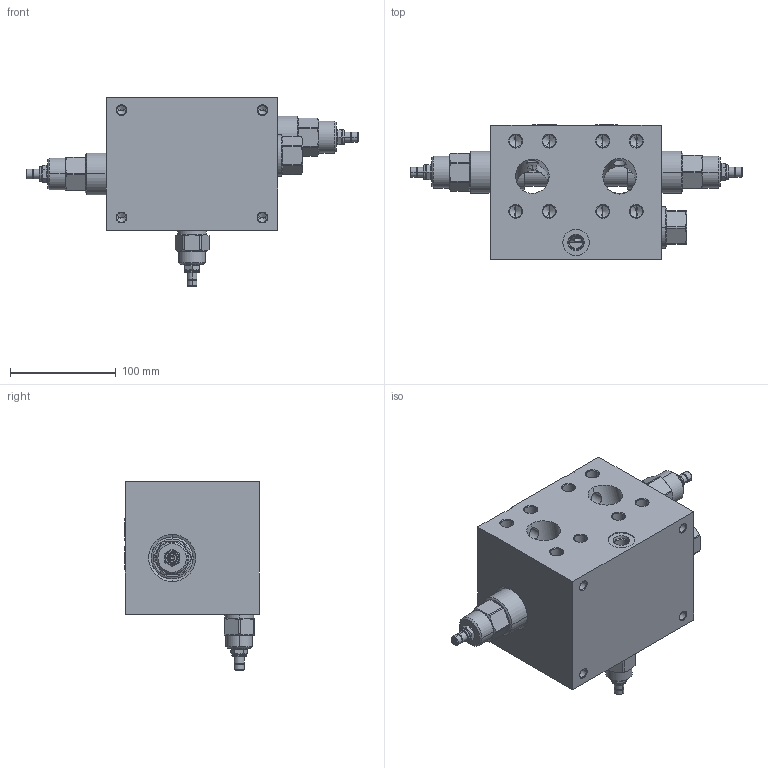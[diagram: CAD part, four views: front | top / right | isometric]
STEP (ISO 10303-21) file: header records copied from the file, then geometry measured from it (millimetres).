
FILE_DESCRIPTION((''),'2;1');
FILE_NAME('XRHBLANA5_ASM','2024-09-11T',('ProEService'),(''),'PRO/ENGINEER BY PARAMETRIC TECHNOLOGY CORPORATION, 2014200','PRO/ENGINEER BY PARAMETRIC TECHNOLOGY CORPORATION, 2014200','');
FILE_SCHEMA(('CONFIG_CONTROL_DESIGN'));
Length unit declared in the file: inch
Products named in the file (6): 152-349-001; RPGCLNN; RDHALAN; A330-006-008; DSGHXHN; XRHBLANA5_ASM
Assembly tree (7 placements, depth 2):
  XRHBLANA5_ASM
    152-349-001
    RPGCLNN
    RDHALAN  x2
    A330-006-008  x2
    DSGHXHN
Bounding box: 314.27 x 127.56 x 178.61 mm (x, y, z)
Volume: 2289880.4 mm3; surface area: 299346.6 mm2
Topology: 15 solids, 18 shells, 1413 faces, 3780 edges, 2721 vertices
Faces by surface type: cylinder 543, cone 353, plane 308, torus 175, revolution 30, sphere 4
Entity records: 43004 total; most frequent: CARTESIAN_POINT 13205, DIRECTION 6651, ORIENTED_EDGE 5248, EDGE_CURVE 2624, AXIS2_PLACEMENT_3D 2586, VERTEX_POINT 1590, VECTOR 1453, LINE 1453
